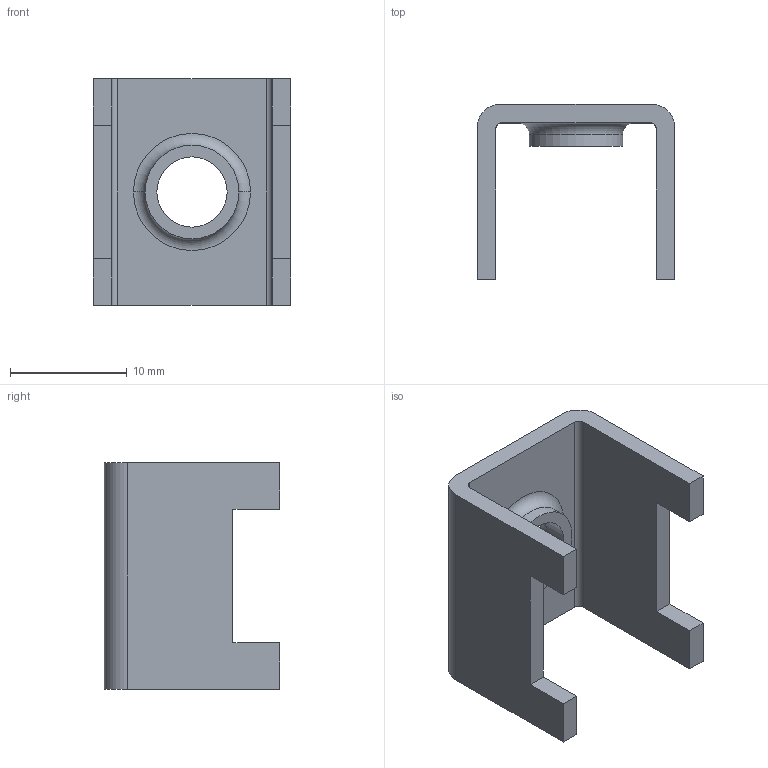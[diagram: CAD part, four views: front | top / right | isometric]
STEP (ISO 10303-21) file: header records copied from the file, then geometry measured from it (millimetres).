
FILE_DESCRIPTION (( 'STEP AP214' ), '1' );
FILE_NAME ('User Library-PCB terminal P-840 85A.STEP', '2022-03-18T08:30:03', ( '' ), ( '' ), 'SwSTEP 2.0', 'SolidWorks 2021', '' );
FILE_SCHEMA (( 'AUTOMOTIVE_DESIGN' ));
Length unit declared in the file: millimetre
Products named in the file (1): User Library-PCB terminal P-840 85A
Bounding box: 16.9 x 15 x 19.4 mm (x, y, z)
Volume: 1173.6 mm3; surface area: 1735.9 mm2
Topology: 1 solids, 1 shells, 31 faces, 80 edges, 52 vertices
Faces by surface type: plane 19, cylinder 8, torus 4
Entity records: 984 total; most frequent: DIRECTION 168, CARTESIAN_POINT 164, ORIENTED_EDGE 160, EDGE_CURVE 80, LINE 56, AXIS2_PLACEMENT_3D 56, VECTOR 56, VERTEX_POINT 52
